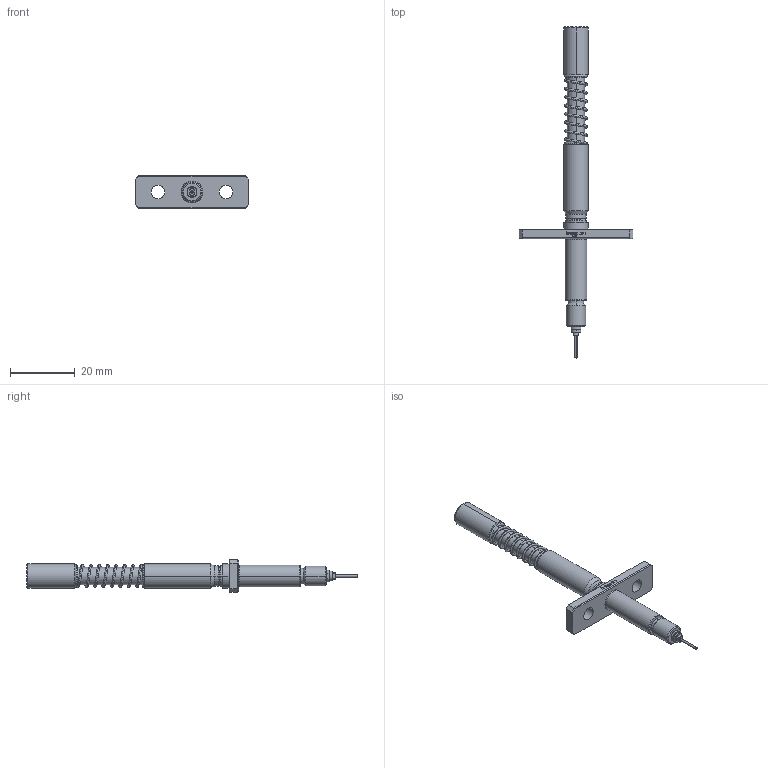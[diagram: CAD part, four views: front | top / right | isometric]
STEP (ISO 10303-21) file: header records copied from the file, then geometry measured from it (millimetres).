
FILE_DESCRIPTION (( 'STEP AP203' ), '1' );
FILE_NAME ('INGUN_BCP-692_360_750_A_xxx29-59.STEP', '2024-04-04T14:27:25', ( '' ), ( '' ), 'SwSTEP 2.0', 'SolidWorks 2021', '' );
FILE_SCHEMA (( 'CONFIG_CONTROL_DESIGN' ));
Length unit declared in the file: millimetre
Products named in the file (1): INGUN_BCP-692_360_750_A_xxx29-59
Bounding box: 35 x 102.2 x 10 mm (x, y, z)
Volume: 4129.5 mm3; surface area: 3376.6 mm2
Topology: 1 solids, 1 shells, 932 faces, 1773 edges, 860 vertices
Faces by surface type: plane 823, cylinder 60, cone 36, torus 11, bspline 2
Entity records: 24697 total; most frequent: CARTESIAN_POINT 7042, ORIENTED_EDGE 3546, DIRECTION 3535, EDGE_CURVE 1773, LINE 1297, VECTOR 1297, AXIS2_PLACEMENT_3D 1119, EDGE_LOOP 957
